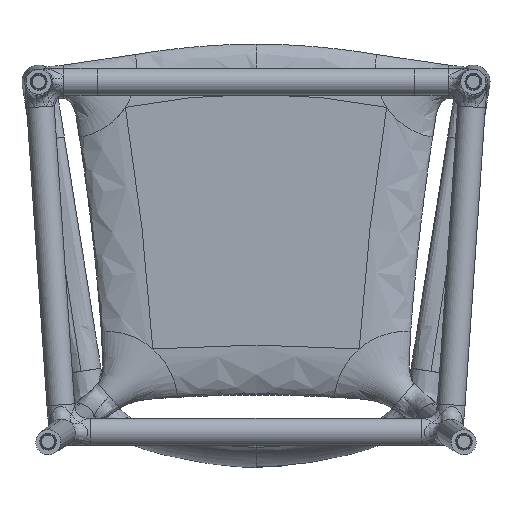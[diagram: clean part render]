
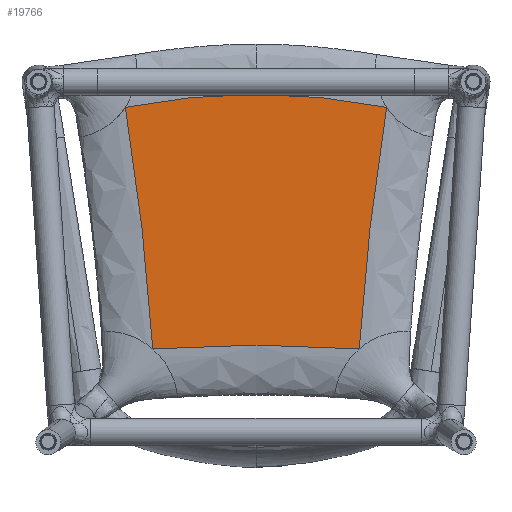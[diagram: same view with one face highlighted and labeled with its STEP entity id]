
A CAD part, front view. The second image highlights one B-rep face of the part: STEP entity #19766.
In plain terms, the highlighted planar face has unit normal (0, -1, 0).
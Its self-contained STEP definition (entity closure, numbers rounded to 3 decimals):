
#694 = CARTESIAN_POINT ( 'NONE',  ( 156.332, 760., -30.448 ) ) ;
#4582 = CARTESIAN_POINT ( 'NONE',  ( 26.222, 760., -15.323 ) ) ;
#4720 = CARTESIAN_POINT ( 'NONE',  ( -13.115, 760., -15. ) ) ;
#5175 = VERTEX_POINT ( 'NONE', #694 ) ;
#6377 = CARTESIAN_POINT ( 'NONE',  ( 129.876, 760., -222.652 ) ) ;
#7410 = CARTESIAN_POINT ( 'NONE',  ( -123.527, 760., -319.534 ) ) ;
#7944 = EDGE_CURVE ( 'NONE', #5175, #70742, #70652, .T. ) ;
#11744 = ORIENTED_EDGE ( 'NONE', *, *, #7944, .T. ) ;
#14505 = EDGE_CURVE ( 'NONE', #53389, #67015, #19720, .T. ) ;
#15862 = CARTESIAN_POINT ( 'NONE',  ( 156.332, 760., -30.448 ) ) ;
#17090 = CARTESIAN_POINT ( 'NONE',  ( -156.332, 760., -30.448 ) ) ;
#17635 = CARTESIAN_POINT ( 'NONE',  ( 140.811, 760., -126.29 ) ) ;
#17943 = CARTESIAN_POINT ( 'NONE',  ( -41.212, 760., -315. ) ) ;
#19720 = B_SPLINE_CURVE_WITH_KNOTS ( 'NONE', 3,
 ( #45549, #56829, #17943, #56476, #44484, #67000 ),
 .UNSPECIFIED., .F., .F.,
 ( 4, 2, 4 ),
 ( 0., 0.5, 1. ),
 .UNSPECIFIED. ) ;
#19766 = ADVANCED_FACE ( 'NONE', ( #36369 ), #26172, .F. ) ;
#20926 = CARTESIAN_POINT ( 'NONE',  ( 91.598, 760., -20.161 ) ) ;
#23600 = CARTESIAN_POINT ( 'NONE',  ( -65.495, 760., -17.582 ) ) ;
#23938 = CARTESIAN_POINT ( 'NONE',  ( -104.61, 760., -21.771 ) ) ;
#26083 = EDGE_LOOP ( 'NONE', ( #27664, #11744, #54264, #61627, #66376 ) ) ;
#26172 = PLANE ( 'NONE',  #37373 ) ;
#27664 = ORIENTED_EDGE ( 'NONE', *, *, #33961, .T. ) ;
#29033 = CARTESIAN_POINT ( 'NONE',  ( -143.47, 760., -27.881 ) ) ;
#30217 = DIRECTION ( 'NONE',  ( 1., 0., 0. ) ) ;
#31616 = CARTESIAN_POINT ( 'NONE',  ( -123.527, 760., -319.534 ) ) ;
#31680 = VERTEX_POINT ( 'NONE', #61821 ) ;
#31826 = CARTESIAN_POINT ( 'NONE',  ( 104.61, 760., -21.771 ) ) ;
#32307 = B_SPLINE_CURVE_WITH_KNOTS ( 'NONE', 3,
 ( #51730, #42214, #58584, #7410 ),
 .UNSPECIFIED., .F., .F.,
 ( 4, 4 ),
 ( 0., 1. ),
 .UNSPECIFIED. ) ;
#33961 = EDGE_CURVE ( 'NONE', #67015, #5175, #56825, .T. ) ;
#34156 = CARTESIAN_POINT ( 'NONE',  ( -130.554, 760., -25.632 ) ) ;
#36369 = FACE_OUTER_BOUND ( 'NONE', #26083, .T. ) ;
#37373 = AXIS2_PLACEMENT_3D ( 'NONE', #52738, #41121, #30217 ) ;
#38506 = CARTESIAN_POINT ( 'NONE',  ( -26.222, 760., -15.323 ) ) ;
#39067 = CARTESIAN_POINT ( 'NONE',  ( 156.332, 760., -30.448 ) ) ;
#40529 = EDGE_CURVE ( 'NONE', #70742, #31680, #43369, .T. ) ;
#41121 = DIRECTION ( 'NONE',  ( 0., 1., 0. ) ) ;
#42214 = CARTESIAN_POINT ( 'NONE',  ( -140.811, 760., -126.29 ) ) ;
#43089 = CARTESIAN_POINT ( 'NONE',  ( 65.495, 760., -17.582 ) ) ;
#43369 = B_SPLINE_CURVE_WITH_KNOTS ( 'NONE', 3,
 ( #43964, #4720, #38506, #60697, #23600, #45757, #23938, #34156, #29033, #17090 ),
 .UNSPECIFIED., .F., .F.,
 ( 4, 2, 2, 2, 4 ),
 ( 0., 0.25, 0.5, 0.75, 1. ),
 .UNSPECIFIED. ) ;
#43454 = CARTESIAN_POINT ( 'NONE',  ( 0., 760., -15. ) ) ;
#43964 = CARTESIAN_POINT ( 'NONE',  ( 0., 760., -15. ) ) ;
#44125 = CARTESIAN_POINT ( 'NONE',  ( 123.527, 760., -319.534 ) ) ;
#44484 = CARTESIAN_POINT ( 'NONE',  ( 82.423, 760., -316.513 ) ) ;
#45549 = CARTESIAN_POINT ( 'NONE',  ( -123.527, 760., -319.534 ) ) ;
#45757 = CARTESIAN_POINT ( 'NONE',  ( -91.598, 760., -20.161 ) ) ;
#48908 = CARTESIAN_POINT ( 'NONE',  ( 13.115, 760., -15. ) ) ;
#50433 = CARTESIAN_POINT ( 'NONE',  ( 0., 760., -15. ) ) ;
#51730 = CARTESIAN_POINT ( 'NONE',  ( -156.332, 760., -30.448 ) ) ;
#52738 = CARTESIAN_POINT ( 'NONE',  ( 0., 760., -205. ) ) ;
#53389 = VERTEX_POINT ( 'NONE', #31616 ) ;
#53644 = CARTESIAN_POINT ( 'NONE',  ( 130.553, 760., -25.632 ) ) ;
#54264 = ORIENTED_EDGE ( 'NONE', *, *, #40529, .T. ) ;
#56476 = CARTESIAN_POINT ( 'NONE',  ( 41.212, 760., -315. ) ) ;
#56825 = B_SPLINE_CURVE_WITH_KNOTS ( 'NONE', 3,
 ( #67404, #6377, #17635, #39067 ),
 .UNSPECIFIED., .F., .F.,
 ( 4, 4 ),
 ( 0., 1. ),
 .UNSPECIFIED. ) ;
#56829 = CARTESIAN_POINT ( 'NONE',  ( -82.425, 760., -316.513 ) ) ;
#58584 = CARTESIAN_POINT ( 'NONE',  ( -129.876, 760., -222.652 ) ) ;
#59584 = EDGE_CURVE ( 'NONE', #31680, #53389, #32307, .T. ) ;
#59816 = CARTESIAN_POINT ( 'NONE',  ( 52.42, 760., -16.614 ) ) ;
#60697 = CARTESIAN_POINT ( 'NONE',  ( -52.42, 760., -16.614 ) ) ;
#61627 = ORIENTED_EDGE ( 'NONE', *, *, #59584, .T. ) ;
#61821 = CARTESIAN_POINT ( 'NONE',  ( -156.332, 760., -30.448 ) ) ;
#65986 = CARTESIAN_POINT ( 'NONE',  ( 143.471, 760., -27.881 ) ) ;
#66376 = ORIENTED_EDGE ( 'NONE', *, *, #14505, .T. ) ;
#67000 = CARTESIAN_POINT ( 'NONE',  ( 123.527, 760., -319.534 ) ) ;
#67015 = VERTEX_POINT ( 'NONE', #44125 ) ;
#67404 = CARTESIAN_POINT ( 'NONE',  ( 123.527, 760., -319.534 ) ) ;
#70652 = B_SPLINE_CURVE_WITH_KNOTS ( 'NONE', 3,
 ( #15862, #65986, #53644, #31826, #20926, #43089, #59816, #4582, #48908, #43454 ),
 .UNSPECIFIED., .F., .F.,
 ( 4, 2, 2, 2, 4 ),
 ( 0., 0.25, 0.5, 0.75, 1. ),
 .UNSPECIFIED. ) ;
#70742 = VERTEX_POINT ( 'NONE', #50433 ) ;
